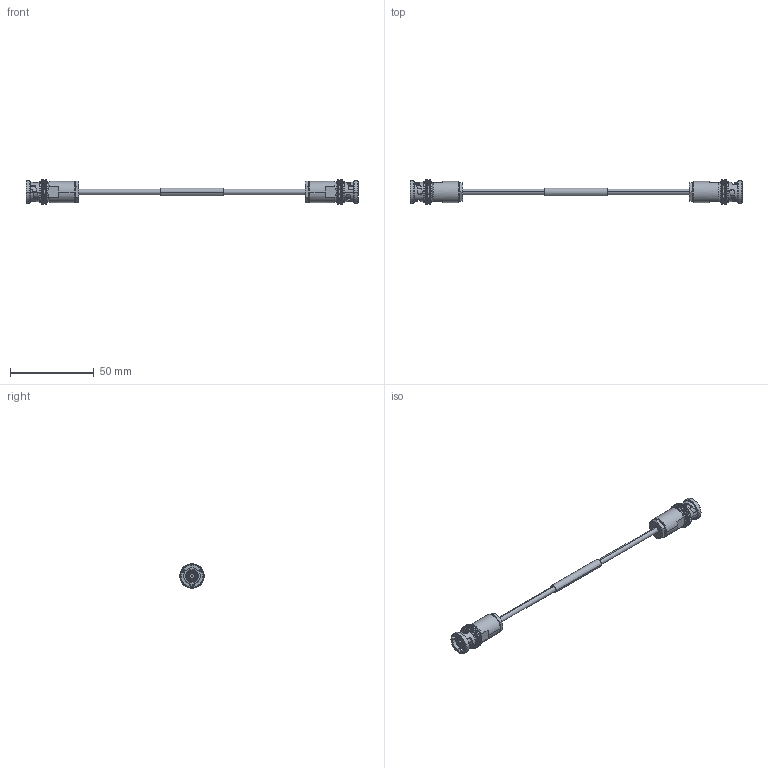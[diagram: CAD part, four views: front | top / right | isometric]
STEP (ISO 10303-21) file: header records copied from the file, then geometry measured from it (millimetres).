
FILE_DESCRIPTION (( 'STEP AP214' ), '1' );
FILE_NAME ('FM3MSA00436_3D.step', '2023-08-28T16:50:04', ( '' ), ( '' ), 'SwSTEP 2.0', 'SolidWorks 2022', '' );
FILE_SCHEMA (( 'AUTOMOTIVE_DESIGN' ));
Length unit declared in the file: inch
Products named in the file (7): Copy of 10-06030-XXX-MA1^FMCN10-06030-206; Copy of 10-06030-XXX-MA3^FMCN10-06030-206; M17-176-00002_6"; FMCN10-06030-206; FM3MSA00436_3D; Copy of 10-06030-XXX-MA2^FMCN10-06030-206; 1AW01-003_.182 ID x 1.5" long
Assembly tree (7 placements, depth 3):
  FM3MSA00436_3D
    M17-176-00002_6"
    FMCN10-06030-206  x2
      Copy of 10-06030-XXX-MA1^FMCN10-06030-206
      Copy of 10-06030-XXX-MA2^FMCN10-06030-206
      Copy of 10-06030-XXX-MA3^FMCN10-06030-206
    1AW01-003_.182 ID x 1.5" long
Bounding box: 197.8 x 14.49 x 14.49 mm (x, y, z)
Volume: 7626.4 mm3; surface area: 9547.1 mm2
Topology: 8 solids, 8 shells, 1392 faces, 3996 edges, 2632 vertices
Faces by surface type: cylinder 752, torus 388, plane 158, cone 64, bspline 30
Entity records: 26706 total; most frequent: CARTESIAN_POINT 8174, ORIENTED_EDGE 4010, DIRECTION 3772, EDGE_CURVE 2005, AXIS2_PLACEMENT_3D 1619, VERTEX_POINT 1322, CIRCLE 922, EDGE_LOOP 723
